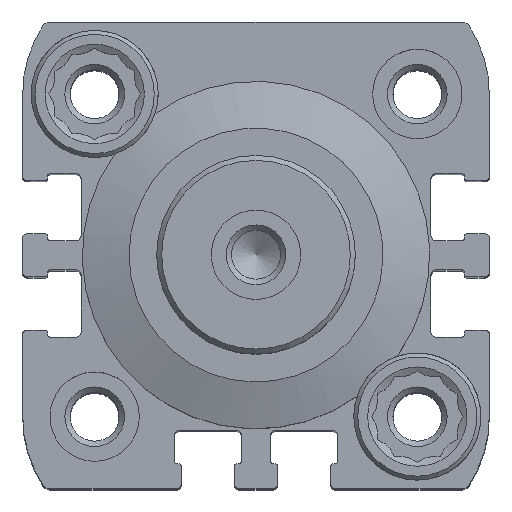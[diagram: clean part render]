
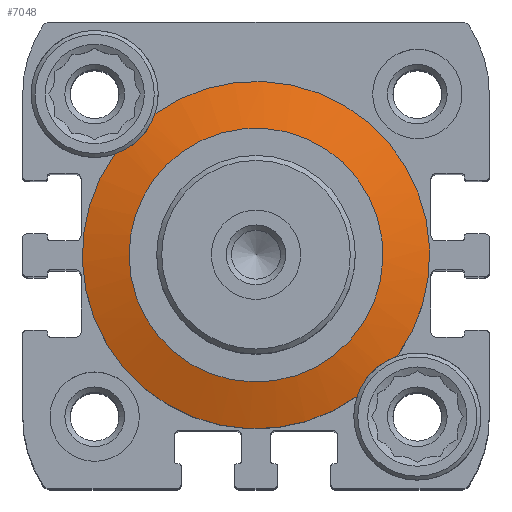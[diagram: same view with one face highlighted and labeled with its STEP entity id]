
A CAD part, top view. The second image highlights one B-rep face of the part: STEP entity #7048.
In plain terms, the highlighted spherical face has radius 50 mm.
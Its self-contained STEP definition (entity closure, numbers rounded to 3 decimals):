
#31=SPHERICAL_SURFACE('',#7640,50.);
#292=B_SPLINE_CURVE_WITH_KNOTS('',3,(#11247,#11248,#11249,#11250,#11251),
 .UNSPECIFIED.,.F.,.F.,(4,1,4),(0.,0.003,
0.006),.UNSPECIFIED.);
#293=B_SPLINE_CURVE_WITH_KNOTS('',3,(#11255,#11256,#11257,#11258,#11259),
 .UNSPECIFIED.,.F.,.F.,(4,1,4),(0.,0.003,
0.006),.UNSPECIFIED.);
#1919=ORIENTED_EDGE('',*,*,#4017,.T.);
#1920=ORIENTED_EDGE('',*,*,#4018,.F.);
#1921=ORIENTED_EDGE('',*,*,#4019,.T.);
#1922=ORIENTED_EDGE('',*,*,#4020,.F.);
#1923=ORIENTED_EDGE('',*,*,#4021,.T.);
#4017=EDGE_CURVE('',#5054,#5054,#5620,.T.);
#4018=EDGE_CURVE('',#5055,#5056,#5621,.T.);
#4019=EDGE_CURVE('',#5055,#5057,#292,.T.);
#4020=EDGE_CURVE('',#5058,#5057,#5622,.T.);
#4021=EDGE_CURVE('',#5058,#5056,#293,.T.);
#5054=VERTEX_POINT('',#11243);
#5055=VERTEX_POINT('',#11245);
#5056=VERTEX_POINT('',#11246);
#5057=VERTEX_POINT('',#11252);
#5058=VERTEX_POINT('',#11254);
#5620=CIRCLE('',#7641,12.786);
#5621=CIRCLE('',#7642,17.5);
#5622=CIRCLE('',#7643,17.5);
#5889=EDGE_LOOP('',(#1919));
#5890=EDGE_LOOP('',(#1920,#1921,#1922,#1923));
#6383=FACE_BOUND('',#5889,.T.);
#6384=FACE_BOUND('',#5890,.T.);
#7048=ADVANCED_FACE('',(#6383,#6384),#31,.T.);
#7640=AXIS2_PLACEMENT_3D('',#11241,#8773,#8774);
#7641=AXIS2_PLACEMENT_3D('',#11242,#8775,#8776);
#7642=AXIS2_PLACEMENT_3D('',#11244,#8777,#8778);
#7643=AXIS2_PLACEMENT_3D('',#11253,#8779,#8780);
#8773=DIRECTION('',(0.,0.,-1.));
#8774=DIRECTION('',(0.,1.,0.));
#8775=DIRECTION('',(0.,0.,-1.));
#8776=DIRECTION('',(-1.,0.,0.));
#8777=DIRECTION('',(0.,0.,-1.));
#8778=DIRECTION('',(-1.,0.,0.));
#8779=DIRECTION('',(0.,0.,-1.));
#8780=DIRECTION('',(-1.,0.,0.));
#11241=CARTESIAN_POINT('',(0.,0.,-36.337));
#11242=CARTESIAN_POINT('',(0.,0.,12.));
#11243=CARTESIAN_POINT('',(-12.786,0.,12.));
#11244=CARTESIAN_POINT('',(0.,0.,10.5));
#11245=CARTESIAN_POINT('',(10.174,-14.238,10.5));
#11246=CARTESIAN_POINT('',(-14.238,10.174,10.5));
#11247=CARTESIAN_POINT('',(10.174,-14.238,10.5));
#11248=CARTESIAN_POINT('',(10.485,-13.301,10.718));
#11249=CARTESIAN_POINT('',(11.557,-11.555,10.949));
#11250=CARTESIAN_POINT('',(13.301,-10.485,10.718));
#11251=CARTESIAN_POINT('',(14.238,-10.174,10.5));
#11252=CARTESIAN_POINT('',(14.238,-10.174,10.5));
#11253=CARTESIAN_POINT('',(0.,0.,10.5));
#11254=CARTESIAN_POINT('',(-10.174,14.238,10.5));
#11255=CARTESIAN_POINT('',(-10.174,14.238,10.5));
#11256=CARTESIAN_POINT('',(-10.485,13.301,10.718));
#11257=CARTESIAN_POINT('',(-11.557,11.555,10.949));
#11258=CARTESIAN_POINT('',(-13.301,10.485,10.718));
#11259=CARTESIAN_POINT('',(-14.238,10.174,10.5));
